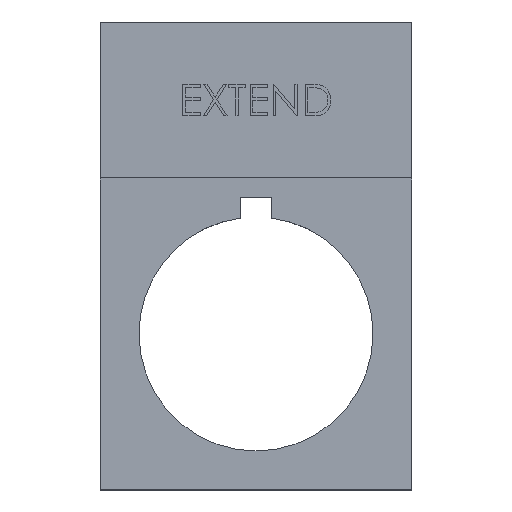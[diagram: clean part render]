
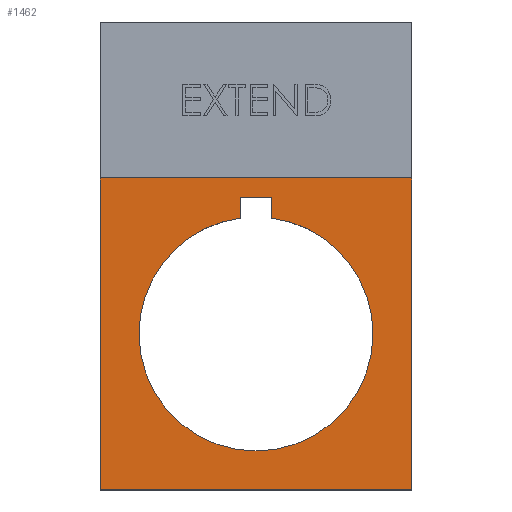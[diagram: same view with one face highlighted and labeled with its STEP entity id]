
A CAD part, top view. The second image highlights one B-rep face of the part: STEP entity #1462.
In plain terms, the highlighted planar face has unit normal (0, 0, 1).
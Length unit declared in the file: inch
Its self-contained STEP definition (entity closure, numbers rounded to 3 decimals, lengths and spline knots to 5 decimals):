
#186 = EDGE_CURVE ( 'NONE', #2261, #3725, #1494, .T. ) ;
#226 = CIRCLE ( 'NONE', #3916, 0.44291 ) ;
#243 = EDGE_CURVE ( 'NONE', #3696, #367, #648, .T. ) ;
#248 = DIRECTION ( 'NONE',  ( 1., 0., 0. ) ) ;
#292 = AXIS2_PLACEMENT_3D ( 'NONE', #756, #3158, #3530 ) ;
#312 = VERTEX_POINT ( 'NONE', #2487 ) ;
#367 = VERTEX_POINT ( 'NONE', #3273 ) ;
#422 = DIRECTION ( 'NONE',  ( 0., 0., -1. ) ) ;
#474 = CARTESIAN_POINT ( 'NONE',  ( 0.59055, 0.59055, 0.01969 ) ) ;
#611 = LINE ( 'NONE', #924, #4323 ) ;
#648 = LINE ( 'NONE', #3588, #2296 ) ;
#677 = CIRCLE ( 'NONE', #1728, 0.44291 ) ;
#690 = VERTEX_POINT ( 'NONE', #1083 ) ;
#691 = VERTEX_POINT ( 'NONE', #2428 ) ;
#756 = CARTESIAN_POINT ( 'NONE',  ( 0., 0., 0.01969 ) ) ;
#898 = CARTESIAN_POINT ( 'NONE',  ( 0.05906, 0.43896, 0.01969 ) ) ;
#924 = CARTESIAN_POINT ( 'NONE',  ( -0.59055, -0.59055, 0.01969 ) ) ;
#996 = ORIENTED_EDGE ( 'NONE', *, *, #2655, .T. ) ;
#1006 = CARTESIAN_POINT ( 'NONE',  ( 0.05906, 0.5177, 0.01969 ) ) ;
#1083 = CARTESIAN_POINT ( 'NONE',  ( -0.59055, -0.59055, 0.01969 ) ) ;
#1158 = CARTESIAN_POINT ( 'NONE',  ( -0.05906, 0.43896, 0.01969 ) ) ;
#1180 = EDGE_CURVE ( 'NONE', #3766, #3074, #677, .T. ) ;
#1204 = CARTESIAN_POINT ( 'NONE',  ( -0.59055, 0.59055, 0.01969 ) ) ;
#1230 = DIRECTION ( 'NONE',  ( 1., 0., 0. ) ) ;
#1275 = LINE ( 'NONE', #1006, #4373 ) ;
#1319 = EDGE_CURVE ( 'NONE', #691, #3766, #3220, .T. ) ;
#1387 = DIRECTION ( 'NONE',  ( 0., -1., 0. ) ) ;
#1462 = ADVANCED_FACE ( 'NONE', ( #3801, #3965 ), #3983, .T. ) ;
#1494 = B_SPLINE_CURVE_WITH_KNOTS ( 'NONE', 3,
 ( #474, #3219, #1846, #4249 ),
 .UNSPECIFIED., .F., .F.,
 ( 4, 4 ),
 ( 0., 1. ),
 .UNSPECIFIED. ) ;
#1517 = ORIENTED_EDGE ( 'NONE', *, *, #1319, .T. ) ;
#1532 = DIRECTION ( 'NONE',  ( 0., 1., 0. ) ) ;
#1557 = DIRECTION ( 'NONE',  ( 0., 0., -1. ) ) ;
#1587 = LINE ( 'NONE', #4150, #2351 ) ;
#1631 = ORIENTED_EDGE ( 'NONE', *, *, #2950, .T. ) ;
#1709 = EDGE_CURVE ( 'NONE', #312, #690, #611, .T. ) ;
#1728 = AXIS2_PLACEMENT_3D ( 'NONE', #2906, #1557, #1230 ) ;
#1776 = CARTESIAN_POINT ( 'NONE',  ( 0., 0., 0.01969 ) ) ;
#1846 = CARTESIAN_POINT ( 'NONE',  ( -0.19685, 0.59055, 0.01969 ) ) ;
#1889 = ORIENTED_EDGE ( 'NONE', *, *, #4212, .T. ) ;
#1913 = DIRECTION ( 'NONE',  ( 0., 1., 0. ) ) ;
#1922 = CARTESIAN_POINT ( 'NONE',  ( 0., 0.29528, 0.01969 ) ) ;
#1933 = DIRECTION ( 'NONE',  ( 0., -1., 0. ) ) ;
#2028 = EDGE_LOOP ( 'NONE', ( #1631, #1517, #4031, #1889, #996, #3339 ) ) ;
#2261 = VERTEX_POINT ( 'NONE', #3932 ) ;
#2296 = VECTOR ( 'NONE', #1532, 39.37008 ) ;
#2351 = VECTOR ( 'NONE', #1387, 39.37008 ) ;
#2428 = CARTESIAN_POINT ( 'NONE',  ( 0.05906, 0.5177, 0.01969 ) ) ;
#2487 = CARTESIAN_POINT ( 'NONE',  ( 0.59055, -0.59055, 0.01969 ) ) ;
#2502 = VECTOR ( 'NONE', #1933, 39.37008 ) ;
#2511 = VERTEX_POINT ( 'NONE', #2761 ) ;
#2515 = ORIENTED_EDGE ( 'NONE', *, *, #4241, .F. ) ;
#2655 = EDGE_CURVE ( 'NONE', #2511, #3696, #2932, .T. ) ;
#2761 = CARTESIAN_POINT ( 'NONE',  ( -0.44291, 0., 0.01969 ) ) ;
#2906 = CARTESIAN_POINT ( 'NONE',  ( 0., 0., 0.01969 ) ) ;
#2910 = ORIENTED_EDGE ( 'NONE', *, *, #186, .T. ) ;
#2930 = CARTESIAN_POINT ( 'NONE',  ( -0.59055, 1.1811, 0.01969 ) ) ;
#2932 = CIRCLE ( 'NONE', #292, 0.44291 ) ;
#2950 = EDGE_CURVE ( 'NONE', #367, #691, #1275, .T. ) ;
#2990 = DIRECTION ( 'NONE',  ( -1., 0., 0. ) ) ;
#3074 = VERTEX_POINT ( 'NONE', #3486 ) ;
#3158 = DIRECTION ( 'NONE',  ( 0., 0., -1. ) ) ;
#3219 = CARTESIAN_POINT ( 'NONE',  ( 0.19685, 0.59055, 0.01969 ) ) ;
#3220 = LINE ( 'NONE', #898, #2502 ) ;
#3244 = EDGE_LOOP ( 'NONE', ( #3283, #2515, #2910, #4462 ) ) ;
#3273 = CARTESIAN_POINT ( 'NONE',  ( -0.05906, 0.5177, 0.01969 ) ) ;
#3283 = ORIENTED_EDGE ( 'NONE', *, *, #1709, .F. ) ;
#3339 = ORIENTED_EDGE ( 'NONE', *, *, #243, .T. ) ;
#3441 = DIRECTION ( 'NONE',  ( 1., 0., 0. ) ) ;
#3481 = LINE ( 'NONE', #2930, #4289 ) ;
#3486 = CARTESIAN_POINT ( 'NONE',  ( 0.44291, 0., 0.01969 ) ) ;
#3530 = DIRECTION ( 'NONE',  ( 1., 0., 0. ) ) ;
#3588 = CARTESIAN_POINT ( 'NONE',  ( -0.05906, 0.5177, 0.01969 ) ) ;
#3651 = AXIS2_PLACEMENT_3D ( 'NONE', #1922, #3698, #248 ) ;
#3696 = VERTEX_POINT ( 'NONE', #1158 ) ;
#3698 = DIRECTION ( 'NONE',  ( 0., 0., 1. ) ) ;
#3725 = VERTEX_POINT ( 'NONE', #1204 ) ;
#3766 = VERTEX_POINT ( 'NONE', #4331 ) ;
#3785 = EDGE_CURVE ( 'NONE', #690, #3725, #3481, .T. ) ;
#3801 = FACE_BOUND ( 'NONE', #2028, .T. ) ;
#3916 = AXIS2_PLACEMENT_3D ( 'NONE', #1776, #422, #3441 ) ;
#3932 = CARTESIAN_POINT ( 'NONE',  ( 0.59055, 0.59055, 0.01969 ) ) ;
#3965 = FACE_OUTER_BOUND ( 'NONE', #3244, .T. ) ;
#3983 = PLANE ( 'NONE',  #3651 ) ;
#4031 = ORIENTED_EDGE ( 'NONE', *, *, #1180, .T. ) ;
#4133 = DIRECTION ( 'NONE',  ( 1., 0., 0. ) ) ;
#4150 = CARTESIAN_POINT ( 'NONE',  ( 0.59055, -0.59055, 0.01969 ) ) ;
#4212 = EDGE_CURVE ( 'NONE', #3074, #2511, #226, .T. ) ;
#4241 = EDGE_CURVE ( 'NONE', #2261, #312, #1587, .T. ) ;
#4249 = CARTESIAN_POINT ( 'NONE',  ( -0.59055, 0.59055, 0.01969 ) ) ;
#4289 = VECTOR ( 'NONE', #1913, 39.37008 ) ;
#4323 = VECTOR ( 'NONE', #2990, 39.37008 ) ;
#4331 = CARTESIAN_POINT ( 'NONE',  ( 0.05906, 0.43896, 0.01969 ) ) ;
#4373 = VECTOR ( 'NONE', #4133, 39.37008 ) ;
#4462 = ORIENTED_EDGE ( 'NONE', *, *, #3785, .F. ) ;
